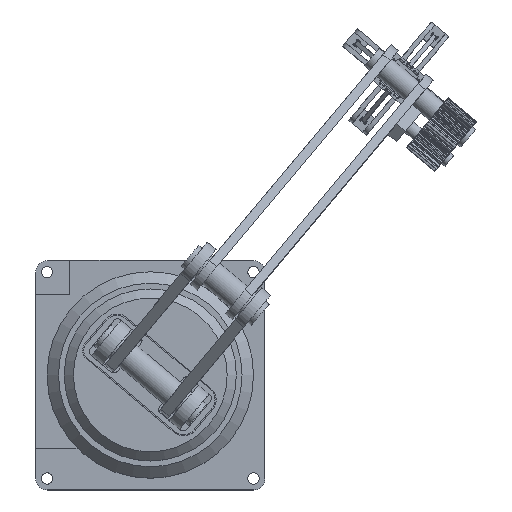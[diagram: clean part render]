
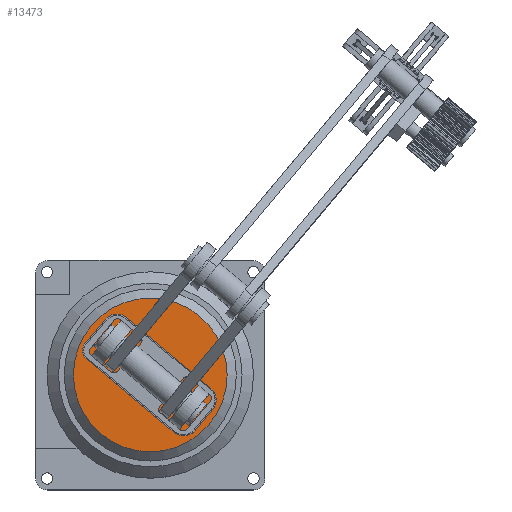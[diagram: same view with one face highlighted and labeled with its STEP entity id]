
A CAD part, top view. The second image highlights one B-rep face of the part: STEP entity #13473.
In plain terms, the highlighted planar face has unit normal (0, 0, 1).
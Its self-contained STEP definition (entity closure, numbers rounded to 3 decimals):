
#1137=CIRCLE('',#14465,167.5);
#1706=FACE_OUTER_BOUND('',#2485,.T.);
#2485=EDGE_LOOP('',(#9227));
#5638=VERTEX_POINT('',#19325);
#7047=EDGE_CURVE('',#5638,#5638,#1137,.T.);
#9227=ORIENTED_EDGE('',*,*,#7047,.T.);
#13145=PLANE('',#14468);
#13473=ADVANCED_FACE('',(#1706),#13145,.T.);
#14465=AXIS2_PLACEMENT_3D('',#19327,#15821,#15822);
#14468=AXIS2_PLACEMENT_3D('',#19332,#15828,#15829);
#15821=DIRECTION('center_axis',(0.,0.,1.));
#15822=DIRECTION('ref_axis',(1.,0.,0.));
#15828=DIRECTION('center_axis',(0.,0.,1.));
#15829=DIRECTION('ref_axis',(-1.,0.,0.));
#19325=CARTESIAN_POINT('',(-167.5,0.,410.));
#19327=CARTESIAN_POINT('Origin',(0.,0.,410.));
#19332=CARTESIAN_POINT('Origin',(0.,0.,410.));
